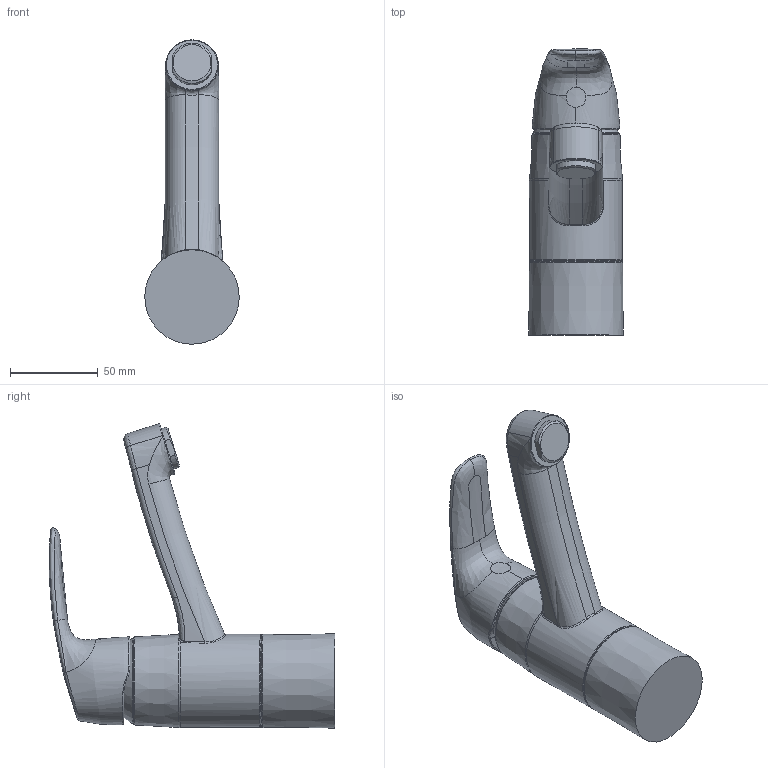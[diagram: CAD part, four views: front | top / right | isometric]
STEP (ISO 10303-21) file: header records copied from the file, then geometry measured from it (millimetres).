
FILE_DESCRIPTION (( 'STEP AP203' ), '1' );
FILE_NAME ('1015F(2017)+45152283.STEP', '2017-03-09T05:40:17', ( '' ), ( '' ), 'SwSTEP 2.0', 'SolidWorks 2016', '' );
FILE_SCHEMA (( 'CONFIG_CONTROL_DESIGN' ));
Length unit declared in the file: millimetre
Products named in the file (1): 1015F(2017)+45152283
Bounding box: 53.7 x 162.64 x 173.08 mm (x, y, z)
Volume: 402760.3 mm3; surface area: 44351 mm2
Topology: 1 solids, 1 shells, 92 faces, 230 edges, 142 vertices
Faces by surface type: bspline 54, torus 12, cylinder 12, plane 11, cone 3
Full cylindrical faces by diameter (mm): 52.207 x1, 53 x1
Entity records: 12601 total; most frequent: CARTESIAN_POINT 10917, ORIENTED_EDGE 418, EDGE_CURVE 209, DIRECTION 184, B_SPLINE_CURVE_WITH_KNOTS 147, VERTEX_POINT 132, EDGE_LOOP 103, FACE_OUTER_BOUND 98
